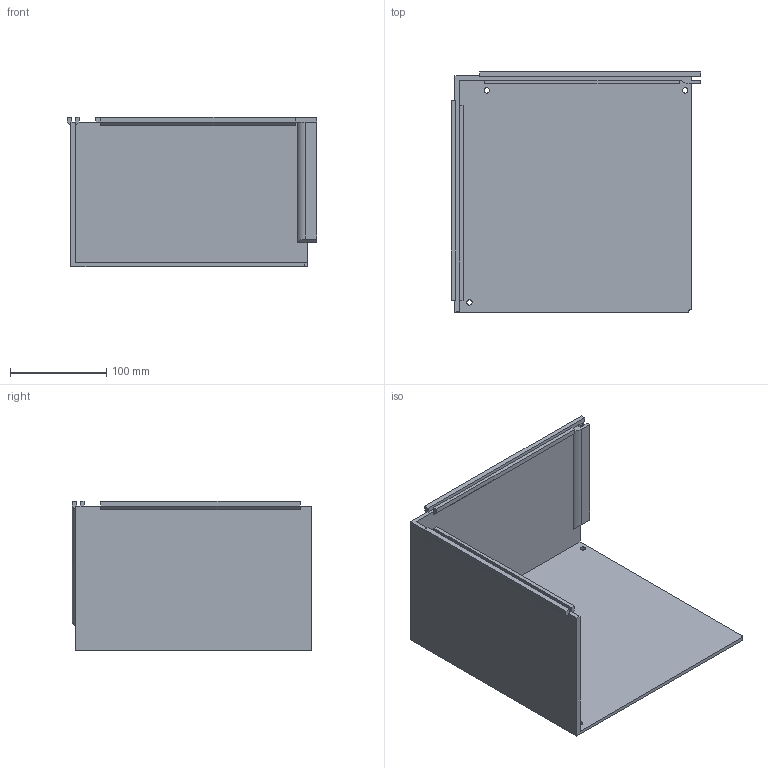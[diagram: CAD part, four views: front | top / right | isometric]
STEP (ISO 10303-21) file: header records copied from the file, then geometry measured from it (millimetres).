
FILE_DESCRIPTION(/* description */ (''),/* implementation_level */ '2;1');
FILE_NAME(/* name */ 'box back left.step',/* time_stamp */ '2023-06-26T20:14:28-05:00',/* author */ (''),/* organization */ (''),/* preprocessor_version */ 'ST-DEVELOPER v19.2',/* originating_system */ 'Autodesk Translation Framework v12.6.0.85',/* authorisation */ '');
FILE_SCHEMA (('AUTOMOTIVE_DESIGN { 1 0 10303 214 3 1 1 }'));
Length unit declared in the file: millimetre
Products named in the file (1): Candy Claw 3D render
Bounding box: 259.2 x 249 x 155 mm (x, y, z)
Volume: 587582.3 mm3; surface area: 290983.2 mm2
Topology: 1 solids, 1 shells, 562 faces, 1370 edges, 911 vertices
Faces by surface type: plane 550, cylinder 12
Full cylindrical faces by diameter (mm): 5.5 x3, 10 x1
Entity records: 16180 total; most frequent: CARTESIAN_POINT 2844, ORIENTED_EDGE 2740, DIRECTION 2524, EDGE_CURVE 1370, LINE 1342, VECTOR 1342, VERTEX_POINT 911, EDGE_LOOP 669
